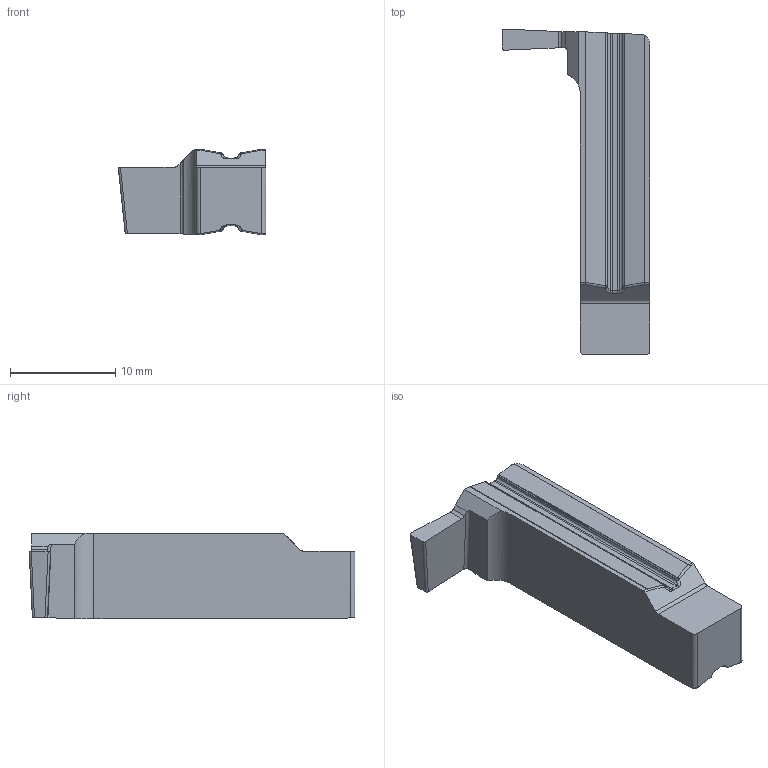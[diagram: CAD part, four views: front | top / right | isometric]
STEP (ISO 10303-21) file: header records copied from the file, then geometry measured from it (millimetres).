
FILE_DESCRIPTION(/* description */ (''),/* implementation_level */ '2;1');
FILE_NAME(/* name */ 'aaa331276_a.stp',/* time_stamp */ '2019-09-16T13:15:44+02:00',/* author */ (''),/* organization */ ('SMS'),/* preprocessor_version */ 'ST-DEVELOPER v16.7',/* originating_system */ 'SIEMENS PLM Software NX 12.0',/* authorisation */ '');
FILE_SCHEMA (('AUTOMOTIVE_DESIGN { 1 0 10303 214 3 1 1 1 }'));
Length unit declared in the file: millimetre
Products named in the file (1): AAA331276_A
Bounding box: 14 x 30.9 x 8.08 mm (x, y, z)
Volume: 1540.4 mm3; surface area: 1100.8 mm2
Topology: 1 solids, 1 shells, 201 faces, 490 edges, 293 vertices
Faces by surface type: cylinder 80, bspline 70, plane 47, extrusion 4
Entity records: 16390 total; most frequent: CARTESIAN_POINT 12035, ORIENTED_EDGE 978, DIRECTION 797, EDGE_CURVE 489, AXIS2_PLACEMENT_3D 292, VERTEX_POINT 290, VECTOR 213, LINE 209
